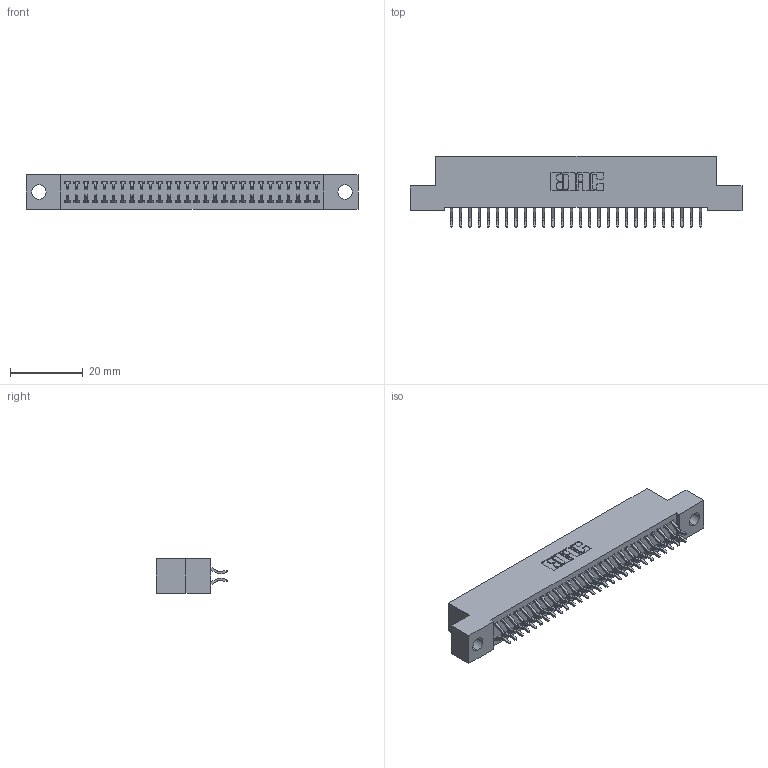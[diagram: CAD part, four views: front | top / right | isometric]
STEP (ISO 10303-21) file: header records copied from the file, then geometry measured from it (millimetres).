
FILE_DESCRIPTION (( 'STEP AP203' ), '1' );
FILE_NAME ('392-056-556-204.STEP', '2018-08-17T13:52:55', ( '' ), ( '' ), 'SwSTEP 2.0', 'SolidWorks 2016', '' );
FILE_SCHEMA (( 'CONFIG_CONTROL_DESIGN' ));
Length unit declared in the file: inch
Products named in the file (3): 342 Part_.156 TH; 345-292-001_556 Tail; 392-056-556-204
Assembly tree (57 placements, depth 2):
  392-056-556-204
    342 Part_.156 TH
    345-292-001_556 Tail  x56
Bounding box: 91.44 x 19.58 x 9.4 mm (x, y, z)
Volume: 8061.2 mm3; surface area: 12546.5 mm2
Topology: 57 solids, 57 shells, 3358 faces, 9987 edges, 6582 vertices
Faces by surface type: plane 2306, cylinder 1052
Entity records: 19915 total; most frequent: CARTESIAN_POINT 3330, ORIENTED_EDGE 3254, DIRECTION 2859, EDGE_CURVE 1627, LINE 1491, VECTOR 1491, VERTEX_POINT 1082, AXIS2_PLACEMENT_3D 684
